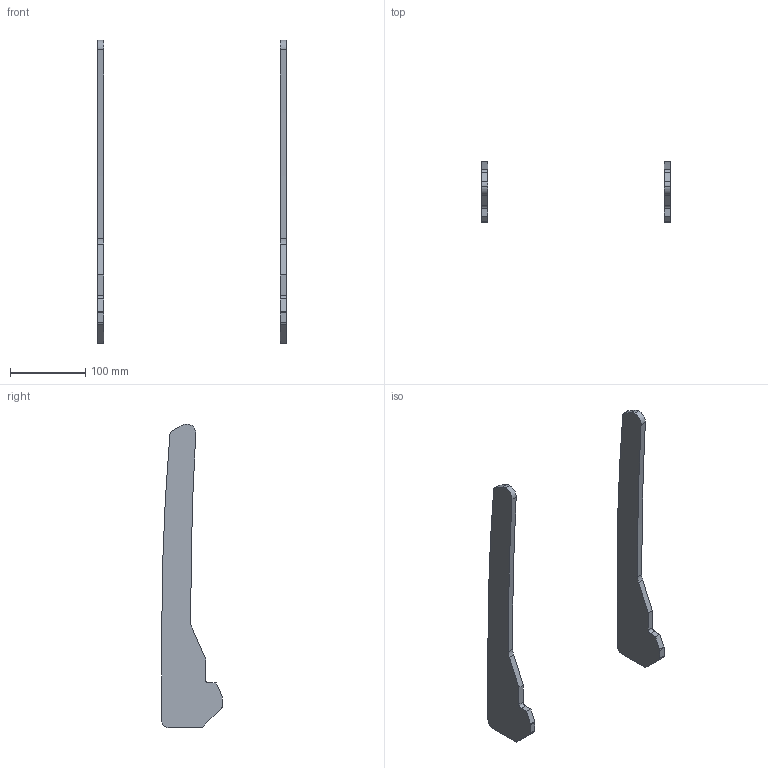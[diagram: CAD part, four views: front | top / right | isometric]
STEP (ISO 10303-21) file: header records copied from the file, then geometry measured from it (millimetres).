
FILE_DESCRIPTION (( 'STEP AP214' ), '1' );
FILE_NAME ('INGUN_46221.STEP', '2021-06-29T08:55:17', ( '' ), ( '' ), 'SwSTEP 2.0', 'SolidWorks 2018', '' );
FILE_SCHEMA (( 'AUTOMOTIVE_DESIGN' ));
Length unit declared in the file: millimetre
Products named in the file (2): INGUN_46221; 53734~1_KUNDE<S>
Assembly tree (2 placements, depth 2):
  INGUN_46221
    53734~1_KUNDE<S>  x2
Bounding box: 250 x 80 x 402.75 mm (x, y, z)
Volume: 287183.9 mm3; surface area: 86257.5 mm2
Topology: 2 solids, 2 shells, 44 faces, 120 edges, 80 vertices
Faces by surface type: cylinder 22, plane 22
Entity records: 780 total; most frequent: DIRECTION 136, CARTESIAN_POINT 127, ORIENTED_EDGE 120, EDGE_CURVE 60, AXIS2_PLACEMENT_3D 49, VERTEX_POINT 40, VECTOR 38, LINE 38
